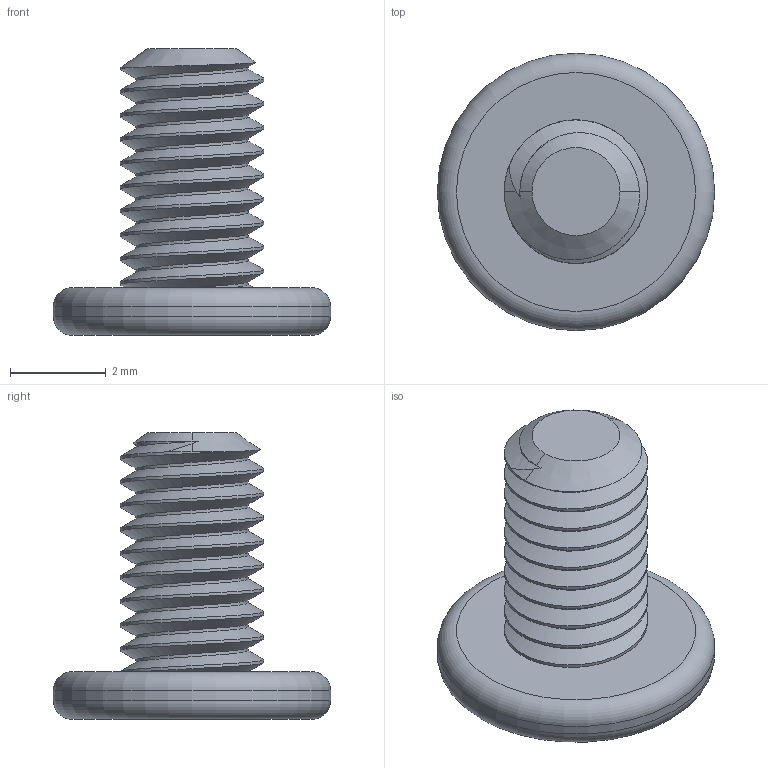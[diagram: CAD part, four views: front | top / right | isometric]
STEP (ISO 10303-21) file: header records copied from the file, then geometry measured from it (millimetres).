
FILE_DESCRIPTION(('FreeCAD Model'),'2;1');
FILE_NAME('Open CASCADE Shape Model','2025-07-30T16:31:25',(''),(''), 'Open CASCADE STEP processor 7.7','FreeCAD','Unknown');
FILE_SCHEMA(('AUTOMOTIVE_DESIGN { 1 0 10303 214 1 1 1 1 }'));
Length unit declared in the file: millimetre
Products named in the file (1): Fillet
Bounding box: 5.8 x 5.8 x 6 mm (x, y, z)
Volume: 50.2 mm3; surface area: 138.3 mm2
Topology: 1 solids, 1 shells, 26 faces, 129 edges, 107 vertices
Faces by surface type: plane 10, cone 9, cylinder 3, torus 2, bspline 2
Full cylindrical faces by diameter (mm): 5.8 x1
Entity records: 6460 total; most frequent: CARTESIAN_POINT 4449, ORIENTED_EDGE 258, PCURVE 258, DEFINITIONAL_REPRESENTATION 258, DIRECTION 242, LINE 146, VECTOR 146, EDGE_CURVE 129
